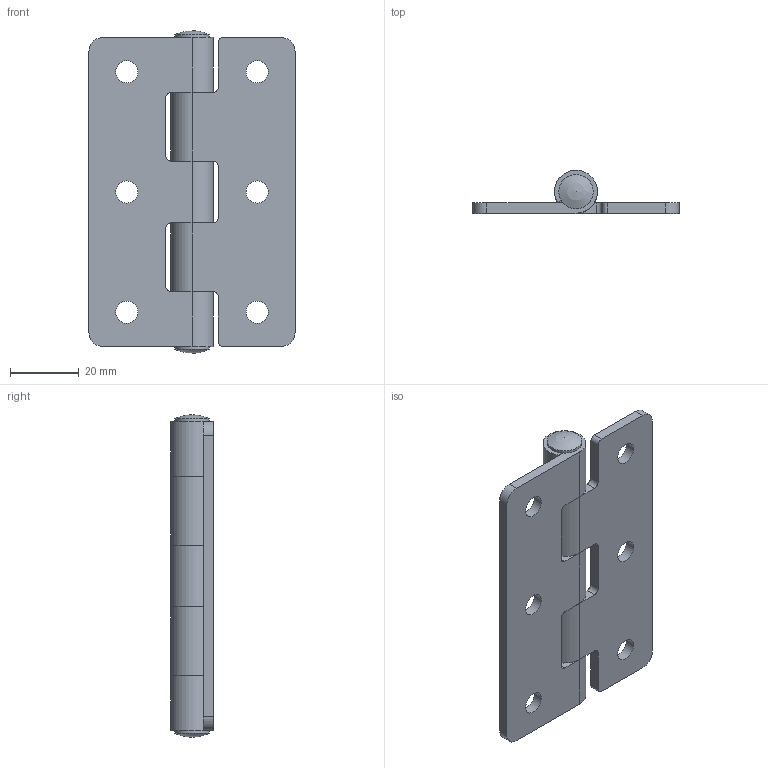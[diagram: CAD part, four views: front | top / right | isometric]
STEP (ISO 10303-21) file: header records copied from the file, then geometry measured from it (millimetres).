
FILE_DESCRIPTION(/* description */ (''),/* implementation_level */ '2;1');
FILE_NAME(/* name */ 'HG9060-30.stp',/* time_stamp */ '2026-03-04T16:56:57+09:00',/* author */ ('user'),/* organization */ (''),/* preprocessor_version */ 'ST-DEVELOPER v15.6',/* originating_system */ 'Autodesk Inventor 2015',/* authorisation */ '');
FILE_SCHEMA (('AUTOMOTIVE_DESIGN { 1 0 10303 214 3 1 1 }'));
Length unit declared in the file: millimetre
Products named in the file (4): HG9060-30_날개E; HG9060-30_날개ㅕ; HG9060-30_핀; HG9060-30
Bounding box: 60 x 12.48 x 94 mm (x, y, z)
Volume: 23029.6 mm3; surface area: 18176.1 mm2
Topology: 3 solids, 3 shells, 70 faces, 187 edges, 118 vertices
Faces by surface type: plane 35, cylinder 33, sphere 2
Full cylindrical faces by diameter (mm): 6 x1, 6.5 x6, 10 x2
Entity records: 2230 total; most frequent: DIRECTION 392, CARTESIAN_POINT 363, ORIENTED_EDGE 354, EDGE_CURVE 172, AXIS2_PLACEMENT_3D 143, VERTEX_POINT 114, LINE 106, VECTOR 106
